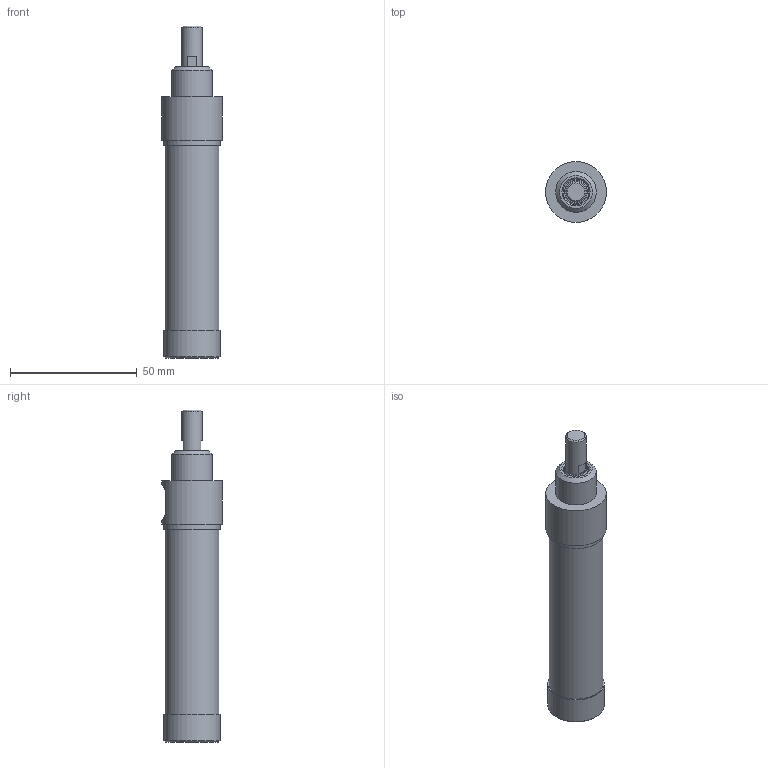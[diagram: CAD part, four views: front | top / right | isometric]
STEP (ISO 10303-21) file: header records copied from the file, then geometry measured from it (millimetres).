
FILE_DESCRIPTION(( 'M400.20.50M-R2.stp' ), '1');
FILE_NAME( 'M400.20.50M-R2.stp', '2019-05-24T11:44:29',( 'Sopra'),('sopra-pneumatic.com'), 'SwSTEP 2.0','SolidWorks 2009','' );
FILE_SCHEMA(('AUTOMOTIVE_DESIGN { 1 0 10303 214 1 1 1 1 }'));
Length unit declared in the file: millimetre
Products named in the file (1): Parte2
Bounding box: 24 x 24 x 131 mm (x, y, z)
Volume: 26138.9 mm3; surface area: 19427.3 mm2
Topology: 1 solids, 8 shells, 129 faces, 277 edges, 174 vertices
Faces by surface type: plane 57, cylinder 35, cone 27, torus 10
Full cylindrical faces by diameter (mm): 1.8 x1, 4.917 x1, 8 x2, 8.5 x1, 8.566 x2, 10 x2, 10.1 x1, 11.8 x1, 13 x1, 14 x2, 16 x1, 17.9 x2, 19.276 x1, 19.95 x3, 20 x7, 21.27 x1, 22.2 x2, 24 x1
Entity records: 3303 total; most frequent: CARTESIAN_POINT 593, DIRECTION 564, ORIENTED_EDGE 374, AXIS2_PLACEMENT_3D 254, EDGE_LOOP 230, EDGE_CURVE 187, VERTEX_POINT 155, STYLED_ITEM 130
